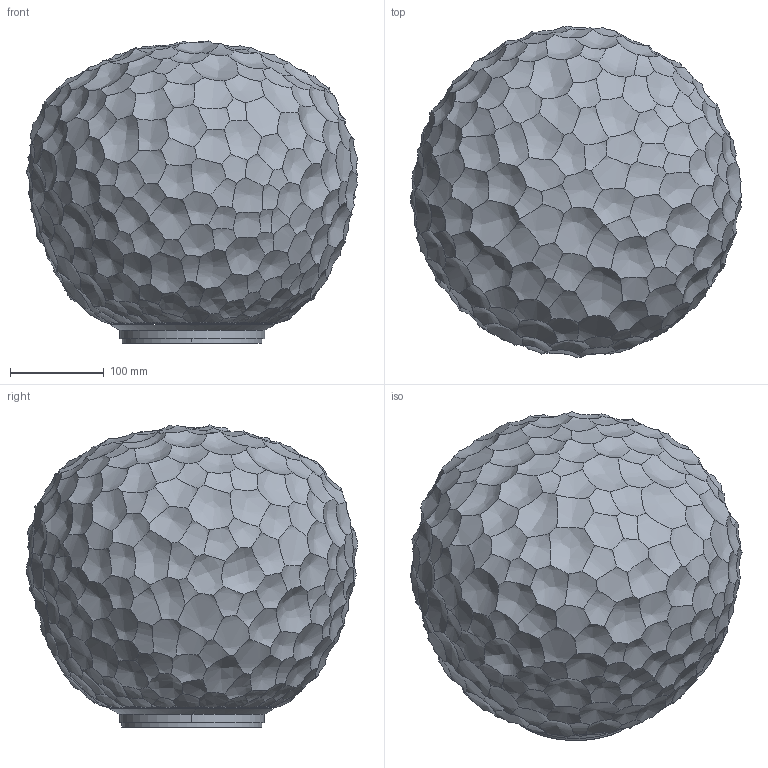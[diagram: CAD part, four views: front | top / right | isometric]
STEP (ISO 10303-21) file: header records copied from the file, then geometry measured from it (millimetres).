
FILE_DESCRIPTION(/* description */ (''),/* implementation_level */ '2;1');
FILE_NAME(/* name */ 'METEORITE 35 TAVOLO',/* time_stamp */ '2015-03-12T19:17:44+01:00',/* author */ (''),/* organization */ (''),/* preprocessor_version */ 'ST-DEVELOPER v15',/* originating_system */ '',/* authorisation */ '');
FILE_SCHEMA (('AUTOMOTIVE_DESIGN'));
Length unit declared in the file: millimetre
Products named in the file (3): Document; (#3476) X109000038_-; (#3488) X109200022_A
Assembly tree (3 placements, depth 2):
  Document
    (#3476) X109000038_-
    (#3488) X109200022_A  x2
Bounding box: 353.04 x 353.14 x 321.53 mm (x, y, z)
Surface area: 409393.1 mm2 (no closed solid volume)
Topology: 0 solids, 424 shells, 429 faces, 2515 edges, 2505 vertices
Faces by surface type: bspline 426, plane 3
Entity records: 66910 total; most frequent: CARTESIAN_POINT 54185, ORIENTED_EDGE 2525, EDGE_CURVE 2515, VERTEX_POINT 2505, B_SPLINE_CURVE_WITH_KNOTS 2463, EDGE_LOOP 431, ADVANCED_FACE 429, FACE_OUTER_BOUND 429
